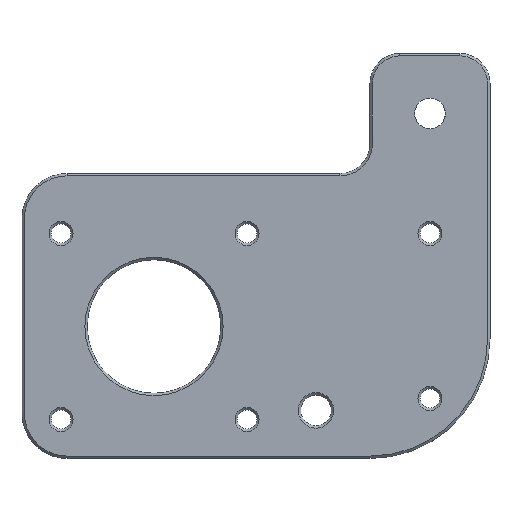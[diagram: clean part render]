
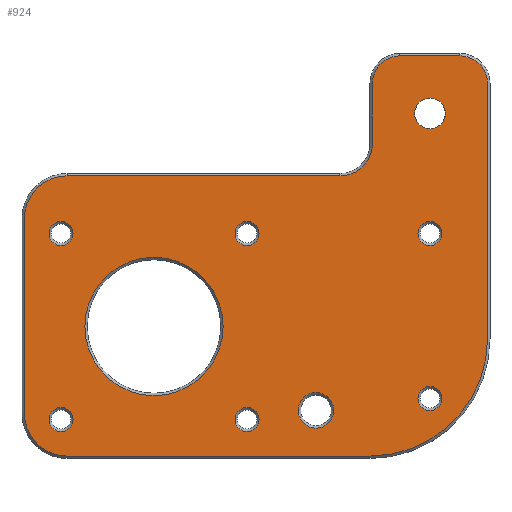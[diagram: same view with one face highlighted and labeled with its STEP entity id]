
A CAD part, top view. The second image highlights one B-rep face of the part: STEP entity #924.
In plain terms, the highlighted planar face has unit normal (0, 0, 1).
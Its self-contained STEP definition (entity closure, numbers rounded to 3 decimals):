
#20=FACE_BOUND('',#190,.T.);
#21=FACE_BOUND('',#191,.T.);
#22=FACE_BOUND('',#192,.T.);
#23=FACE_BOUND('',#193,.T.);
#24=FACE_BOUND('',#194,.T.);
#25=FACE_BOUND('',#195,.T.);
#26=FACE_BOUND('',#196,.T.);
#27=FACE_BOUND('',#197,.T.);
#28=FACE_BOUND('',#198,.T.);
#54=CIRCLE('',#977,4.6);
#56=CIRCLE('',#981,4.6);
#58=CIRCLE('',#985,5.4);
#59=CIRCLE('',#988,7.1);
#61=CIRCLE('',#992,7.1);
#63=CIRCLE('',#996,19.6);
#68=CIRCLE('',#1008,2.);
#69=CIRCLE('',#1009,2.);
#70=CIRCLE('',#1010,11.525);
#71=CIRCLE('',#1011,2.);
#72=CIRCLE('',#1012,2.);
#73=CIRCLE('',#1013,2.95);
#74=CIRCLE('',#1014,2.);
#75=CIRCLE('',#1015,2.);
#76=CIRCLE('',#1016,2.55);
#135=FACE_OUTER_BOUND('',#189,.T.);
#189=EDGE_LOOP('',(#693,#694,#695,#696,#697,#698,#699,#700,#701,#702,#703,
#704));
#190=EDGE_LOOP('',(#705));
#191=EDGE_LOOP('',(#706));
#192=EDGE_LOOP('',(#707));
#193=EDGE_LOOP('',(#708));
#194=EDGE_LOOP('',(#709));
#195=EDGE_LOOP('',(#710));
#196=EDGE_LOOP('',(#711));
#197=EDGE_LOOP('',(#712));
#198=EDGE_LOOP('',(#713));
#244=LINE('',#1383,#324);
#250=LINE('',#1398,#330);
#254=LINE('',#1410,#334);
#258=LINE('',#1422,#338);
#261=LINE('',#1433,#341);
#265=LINE('',#1445,#345);
#324=VECTOR('',#1086,10.);
#330=VECTOR('',#1100,10.);
#334=VECTOR('',#1112,10.);
#338=VECTOR('',#1124,10.);
#341=VECTOR('',#1135,10.);
#345=VECTOR('',#1147,10.);
#404=VERTEX_POINT('',#1380);
#405=VERTEX_POINT('',#1382);
#408=VERTEX_POINT('',#1390);
#410=VERTEX_POINT('',#1396);
#412=VERTEX_POINT('',#1402);
#414=VERTEX_POINT('',#1408);
#416=VERTEX_POINT('',#1414);
#418=VERTEX_POINT('',#1420);
#420=VERTEX_POINT('',#1425);
#422=VERTEX_POINT('',#1431);
#424=VERTEX_POINT('',#1437);
#426=VERTEX_POINT('',#1443);
#438=VERTEX_POINT('',#1485);
#439=VERTEX_POINT('',#1487);
#440=VERTEX_POINT('',#1489);
#441=VERTEX_POINT('',#1491);
#442=VERTEX_POINT('',#1493);
#443=VERTEX_POINT('',#1495);
#444=VERTEX_POINT('',#1497);
#445=VERTEX_POINT('',#1499);
#446=VERTEX_POINT('',#1501);
#485=EDGE_CURVE('',#404,#405,#244,.T.);
#490=EDGE_CURVE('',#408,#404,#54,.T.);
#493=EDGE_CURVE('',#410,#408,#250,.T.);
#496=EDGE_CURVE('',#412,#410,#56,.T.);
#499=EDGE_CURVE('',#414,#412,#254,.T.);
#502=EDGE_CURVE('',#416,#414,#58,.T.);
#505=EDGE_CURVE('',#418,#416,#258,.T.);
#507=EDGE_CURVE('',#420,#418,#59,.T.);
#510=EDGE_CURVE('',#422,#420,#261,.T.);
#513=EDGE_CURVE('',#424,#422,#61,.T.);
#516=EDGE_CURVE('',#426,#424,#265,.T.);
#518=EDGE_CURVE('',#405,#426,#63,.T.);
#537=EDGE_CURVE('',#438,#438,#68,.T.);
#538=EDGE_CURVE('',#439,#439,#69,.T.);
#539=EDGE_CURVE('',#440,#440,#70,.T.);
#540=EDGE_CURVE('',#441,#441,#71,.T.);
#541=EDGE_CURVE('',#442,#442,#72,.T.);
#542=EDGE_CURVE('',#443,#443,#73,.T.);
#543=EDGE_CURVE('',#444,#444,#74,.T.);
#544=EDGE_CURVE('',#445,#445,#75,.T.);
#545=EDGE_CURVE('',#446,#446,#76,.T.);
#693=ORIENTED_EDGE('',*,*,#485,.F.);
#694=ORIENTED_EDGE('',*,*,#490,.F.);
#695=ORIENTED_EDGE('',*,*,#493,.F.);
#696=ORIENTED_EDGE('',*,*,#496,.F.);
#697=ORIENTED_EDGE('',*,*,#499,.F.);
#698=ORIENTED_EDGE('',*,*,#502,.F.);
#699=ORIENTED_EDGE('',*,*,#505,.F.);
#700=ORIENTED_EDGE('',*,*,#507,.F.);
#701=ORIENTED_EDGE('',*,*,#510,.F.);
#702=ORIENTED_EDGE('',*,*,#513,.F.);
#703=ORIENTED_EDGE('',*,*,#516,.F.);
#704=ORIENTED_EDGE('',*,*,#518,.F.);
#705=ORIENTED_EDGE('',*,*,#537,.F.);
#706=ORIENTED_EDGE('',*,*,#538,.F.);
#707=ORIENTED_EDGE('',*,*,#539,.F.);
#708=ORIENTED_EDGE('',*,*,#540,.F.);
#709=ORIENTED_EDGE('',*,*,#541,.F.);
#710=ORIENTED_EDGE('',*,*,#542,.F.);
#711=ORIENTED_EDGE('',*,*,#543,.F.);
#712=ORIENTED_EDGE('',*,*,#544,.F.);
#713=ORIENTED_EDGE('',*,*,#545,.T.);
#892=PLANE('',#1007);
#924=ADVANCED_FACE('',(#135,#20,#21,#22,#23,#24,#25,#26,#27,#28),#892,.F.);
#977=AXIS2_PLACEMENT_3D('',#1392,#1094,#1095);
#981=AXIS2_PLACEMENT_3D('',#1404,#1106,#1107);
#985=AXIS2_PLACEMENT_3D('',#1416,#1118,#1119);
#988=AXIS2_PLACEMENT_3D('',#1427,#1128,#1129);
#992=AXIS2_PLACEMENT_3D('',#1439,#1140,#1141);
#996=AXIS2_PLACEMENT_3D('',#1448,#1151,#1152);
#1007=AXIS2_PLACEMENT_3D('',#1484,#1187,#1188);
#1008=AXIS2_PLACEMENT_3D('',#1486,#1189,#1190);
#1009=AXIS2_PLACEMENT_3D('',#1488,#1191,#1192);
#1010=AXIS2_PLACEMENT_3D('',#1490,#1193,#1194);
#1011=AXIS2_PLACEMENT_3D('',#1492,#1195,#1196);
#1012=AXIS2_PLACEMENT_3D('',#1494,#1197,#1198);
#1013=AXIS2_PLACEMENT_3D('',#1496,#1199,#1200);
#1014=AXIS2_PLACEMENT_3D('',#1498,#1201,#1202);
#1015=AXIS2_PLACEMENT_3D('',#1500,#1203,#1204);
#1016=AXIS2_PLACEMENT_3D('',#1502,#1205,#1206);
#1086=DIRECTION('',(0.,-1.,0.));
#1094=DIRECTION('center_axis',(0.,0.,
-1.));
#1095=DIRECTION('ref_axis',(0.707,0.707,0.));
#1100=DIRECTION('',(1.,0.,0.));
#1106=DIRECTION('center_axis',(0.,0.,
-1.));
#1107=DIRECTION('ref_axis',(-0.707,0.707,0.));
#1112=DIRECTION('',(0.,1.,0.));
#1118=DIRECTION('center_axis',(0.,0.,
1.));
#1119=DIRECTION('ref_axis',(0.707,-0.707,0.));
#1124=DIRECTION('',(1.,0.,0.));
#1128=DIRECTION('center_axis',(0.,0.,
-1.));
#1129=DIRECTION('ref_axis',(-0.707,0.707,0.));
#1135=DIRECTION('',(0.,1.,0.));
#1140=DIRECTION('center_axis',(0.,0.,
-1.));
#1141=DIRECTION('ref_axis',(-0.707,-0.707,0.));
#1147=DIRECTION('',(-1.,0.,0.));
#1151=DIRECTION('center_axis',(0.,0.,
-1.));
#1152=DIRECTION('ref_axis',(0.707,-0.707,0.));
#1187=DIRECTION('center_axis',(0.,0.,
-1.));
#1188=DIRECTION('ref_axis',(-1.,0.,0.));
#1189=DIRECTION('center_axis',(0.,0.,
1.));
#1190=DIRECTION('ref_axis',(-1.,0.,0.));
#1191=DIRECTION('center_axis',(0.,0.,
1.));
#1192=DIRECTION('ref_axis',(-1.,0.,0.));
#1193=DIRECTION('center_axis',(0.,0.,
1.));
#1194=DIRECTION('ref_axis',(-1.,0.,0.));
#1195=DIRECTION('center_axis',(0.,0.,
1.));
#1196=DIRECTION('ref_axis',(-1.,0.,0.));
#1197=DIRECTION('center_axis',(0.,0.,
1.));
#1198=DIRECTION('ref_axis',(-1.,0.,0.));
#1199=DIRECTION('center_axis',(0.,0.,
1.));
#1200=DIRECTION('ref_axis',(1.,0.,0.));
#1201=DIRECTION('center_axis',(0.,0.,
1.));
#1202=DIRECTION('ref_axis',(-1.,0.,0.));
#1203=DIRECTION('center_axis',(0.,0.,
1.));
#1204=DIRECTION('ref_axis',(-1.,0.,0.));
#1205=DIRECTION('center_axis',(0.,0.,
-1.));
#1206=DIRECTION('ref_axis',(-1.,0.,0.));
#1380=CARTESIAN_POINT('',(376.6,24.509,94.));
#1382=CARTESIAN_POINT('',(376.6,-17.992,94.));
#1383=CARTESIAN_POINT('',(376.6,-0.617,94.));
#1390=CARTESIAN_POINT('',(372.,29.109,94.));
#1392=CARTESIAN_POINT('Origin',(372.,24.509,94.));
#1396=CARTESIAN_POINT('',(362.,29.109,94.));
#1398=CARTESIAN_POINT('',(352.515,29.109,94.));
#1402=CARTESIAN_POINT('',(357.4,24.509,94.));
#1404=CARTESIAN_POINT('Origin',(362.,24.509,94.));
#1408=CARTESIAN_POINT('',(357.4,14.509,94.));
#1410=CARTESIAN_POINT('',(357.4,-0.617,94.));
#1414=CARTESIAN_POINT('',(352.,9.109,94.));
#1416=CARTESIAN_POINT('Origin',(352.,14.509,94.));
#1420=CARTESIAN_POINT('',(306.5,9.109,94.));
#1422=CARTESIAN_POINT('',(317.015,9.109,94.));
#1425=CARTESIAN_POINT('',(299.4,2.009,94.));
#1427=CARTESIAN_POINT('Origin',(306.5,2.009,94.));
#1431=CARTESIAN_POINT('',(299.4,-30.492,94.));
#1433=CARTESIAN_POINT('',(299.4,-25.617,94.));
#1437=CARTESIAN_POINT('',(306.5,-37.592,94.));
#1439=CARTESIAN_POINT('Origin',(306.5,-30.492,94.));
#1443=CARTESIAN_POINT('',(357.,-37.592,94.));
#1445=CARTESIAN_POINT('',(355.875,-37.592,94.));
#1448=CARTESIAN_POINT('Origin',(357.,-17.992,94.));
#1484=CARTESIAN_POINT('Origin',(338.03,-10.742,94.));
#1485=CARTESIAN_POINT('',(338.5,-31.492,94.));
#1486=CARTESIAN_POINT('Origin',(336.5,-31.492,94.));
#1487=CARTESIAN_POINT('',(338.5,-0.492,94.));
#1488=CARTESIAN_POINT('Origin',(336.5,-0.492,94.));
#1489=CARTESIAN_POINT('',(332.525,-15.992,94.));
#1490=CARTESIAN_POINT('Origin',(321.,-15.992,94.));
#1491=CARTESIAN_POINT('',(369.,-27.992,94.));
#1492=CARTESIAN_POINT('Origin',(367.,-27.992,94.));
#1493=CARTESIAN_POINT('',(369.,-0.491,94.));
#1494=CARTESIAN_POINT('Origin',(367.,-0.491,94.));
#1495=CARTESIAN_POINT('',(345.05,-29.984,94.));
#1496=CARTESIAN_POINT('Origin',(348.,-29.984,94.));
#1497=CARTESIAN_POINT('',(307.5,-0.492,94.));
#1498=CARTESIAN_POINT('Origin',(305.5,-0.492,94.));
#1499=CARTESIAN_POINT('',(307.5,-31.492,94.));
#1500=CARTESIAN_POINT('Origin',(305.5,-31.492,94.));
#1501=CARTESIAN_POINT('',(369.55,19.509,94.));
#1502=CARTESIAN_POINT('Origin',(367.,19.509,94.));
